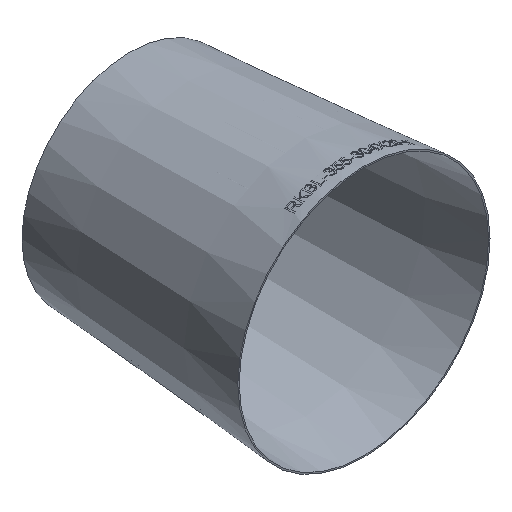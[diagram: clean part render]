
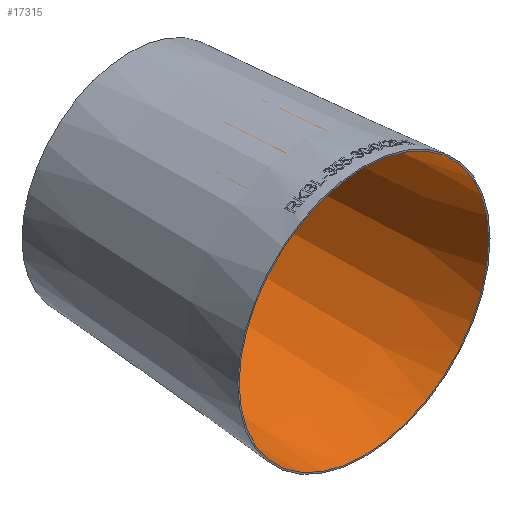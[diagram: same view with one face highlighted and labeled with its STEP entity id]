
A CAD part, isometric view. The second image highlights one B-rep face of the part: STEP entity #17315.
In plain terms, the highlighted conical face has half-angle 4.47 degrees and reference radius 175.794 mm.
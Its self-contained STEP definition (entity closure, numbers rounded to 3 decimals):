
#1351 = DIRECTION ( 'NONE',  ( 0., 0., -1. ) ) ;
#1960 = CIRCLE ( 'NONE', #21081, 175.794 ) ;
#3666 = EDGE_CURVE ( 'NONE', #29974, #29974, #1960, .T. ) ;
#4446 = CARTESIAN_POINT ( 'NONE',  ( 0., 0., 0. ) ) ;
#6432 = CONICAL_SURFACE ( 'NONE', #34122, 175.794, 0.078 ) ;
#7526 = DIRECTION ( 'NONE',  ( 0., -1., 0. ) ) ;
#9042 = DIRECTION ( 'NONE',  ( 0., 0., -1. ) ) ;
#10039 = DIRECTION ( 'NONE',  ( 0., -1., 0. ) ) ;
#11374 = VERTEX_POINT ( 'NONE', #33655 ) ;
#13399 = AXIS2_PLACEMENT_3D ( 'NONE', #35808, #7526, #1351 ) ;
#16214 = DIRECTION ( 'NONE',  ( 0., 0., -1. ) ) ;
#17315 = ADVANCED_FACE ( 'NONE', ( #20347, #23250 ), #6432, .F. ) ;
#20347 = FACE_BOUND ( 'NONE', #25371, .T. ) ;
#21081 = AXIS2_PLACEMENT_3D ( 'NONE', #37119, #21247, #9042 ) ;
#21094 = CARTESIAN_POINT ( 'NONE',  ( 0., 0., -175.794 ) ) ;
#21247 = DIRECTION ( 'NONE',  ( 0., -1., 0. ) ) ;
#23250 = FACE_OUTER_BOUND ( 'NONE', #38577, .T. ) ;
#23279 = CIRCLE ( 'NONE', #13399, 149.994 ) ;
#25371 = EDGE_LOOP ( 'NONE', ( #39908 ) ) ;
#25730 = ORIENTED_EDGE ( 'NONE', *, *, #3666, .T. ) ;
#29974 = VERTEX_POINT ( 'NONE', #21094 ) ;
#33655 = CARTESIAN_POINT ( 'NONE',  ( 0., 330., -149.994 ) ) ;
#34122 = AXIS2_PLACEMENT_3D ( 'NONE', #4446, #10039, #16214 ) ;
#35808 = CARTESIAN_POINT ( 'NONE',  ( 0., 330., 0. ) ) ;
#37119 = CARTESIAN_POINT ( 'NONE',  ( 0., 0., 0. ) ) ;
#37221 = EDGE_CURVE ( 'NONE', #11374, #11374, #23279, .T. ) ;
#38577 = EDGE_LOOP ( 'NONE', ( #25730 ) ) ;
#39908 = ORIENTED_EDGE ( 'NONE', *, *, #37221, .F. ) ;
